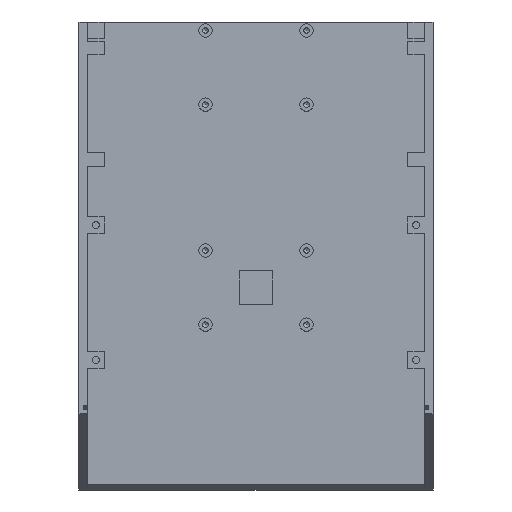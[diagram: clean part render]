
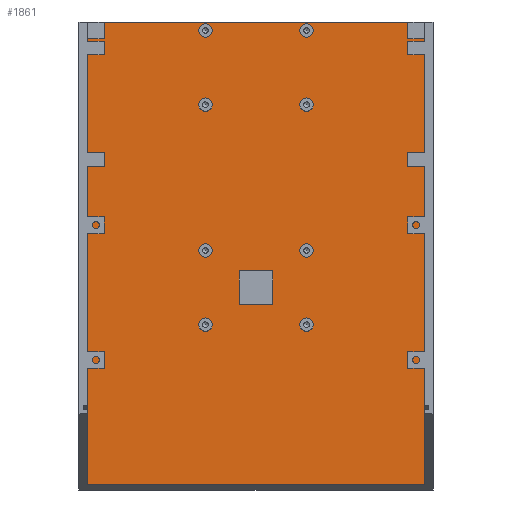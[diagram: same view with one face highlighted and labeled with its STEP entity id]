
A CAD part, top view. The second image highlights one B-rep face of the part: STEP entity #1861.
In plain terms, the highlighted planar face has unit normal (0, 0, 1).
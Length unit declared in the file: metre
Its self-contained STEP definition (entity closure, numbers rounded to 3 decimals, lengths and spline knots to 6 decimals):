
#66=CIRCLE('',#1892,0.004);
#69=CIRCLE('',#1897,0.004);
#72=CIRCLE('',#1902,0.004);
#75=CIRCLE('',#1907,0.004);
#82=CIRCLE('',#1924,0.004);
#85=CIRCLE('',#1929,0.004);
#88=CIRCLE('',#1934,0.004);
#91=CIRCLE('',#1939,0.004);
#502=ORIENTED_EDGE('',*,*,#644,.T.);
#503=ORIENTED_EDGE('',*,*,#642,.T.);
#504=ORIENTED_EDGE('',*,*,#640,.T.);
#505=ORIENTED_EDGE('',*,*,#637,.T.);
#506=ORIENTED_EDGE('',*,*,#628,.T.);
#507=ORIENTED_EDGE('',*,*,#625,.T.);
#508=ORIENTED_EDGE('',*,*,#622,.T.);
#509=ORIENTED_EDGE('',*,*,#619,.T.);
#510=ORIENTED_EDGE('',*,*,#612,.T.);
#511=ORIENTED_EDGE('',*,*,#609,.T.);
#512=ORIENTED_EDGE('',*,*,#606,.T.);
#513=ORIENTED_EDGE('',*,*,#603,.T.);
#514=ORIENTED_EDGE('',*,*,#793,.T.);
#515=ORIENTED_EDGE('',*,*,#770,.F.);
#516=ORIENTED_EDGE('',*,*,#796,.F.);
#517=ORIENTED_EDGE('',*,*,#797,.T.);
#518=ORIENTED_EDGE('',*,*,#798,.T.);
#519=ORIENTED_EDGE('',*,*,#799,.F.);
#520=ORIENTED_EDGE('',*,*,#800,.F.);
#521=ORIENTED_EDGE('',*,*,#591,.T.);
#522=ORIENTED_EDGE('',*,*,#795,.T.);
#523=ORIENTED_EDGE('',*,*,#801,.F.);
#524=ORIENTED_EDGE('',*,*,#802,.T.);
#525=ORIENTED_EDGE('',*,*,#803,.T.);
#591=EDGE_CURVE('',#823,#822,#1001,.T.);
#603=EDGE_CURVE('',#833,#833,#66,.T.);
#606=EDGE_CURVE('',#836,#836,#69,.T.);
#609=EDGE_CURVE('',#839,#839,#72,.T.);
#612=EDGE_CURVE('',#842,#842,#75,.T.);
#619=EDGE_CURVE('',#853,#853,#82,.T.);
#622=EDGE_CURVE('',#856,#856,#85,.T.);
#625=EDGE_CURVE('',#859,#859,#88,.T.);
#628=EDGE_CURVE('',#862,#862,#91,.T.);
#637=EDGE_CURVE('',#875,#876,#1015,.T.);
#640=EDGE_CURVE('',#877,#875,#1018,.T.);
#642=EDGE_CURVE('',#878,#877,#1020,.T.);
#644=EDGE_CURVE('',#876,#878,#1022,.T.);
#770=EDGE_CURVE('',#971,#972,#1130,.T.);
#793=EDGE_CURVE('',#982,#972,#1153,.T.);
#795=EDGE_CURVE('',#822,#983,#1155,.T.);
#796=EDGE_CURVE('',#984,#971,#1156,.T.);
#797=EDGE_CURVE('',#984,#985,#1157,.T.);
#798=EDGE_CURVE('',#985,#986,#1158,.T.);
#799=EDGE_CURVE('',#987,#986,#1159,.T.);
#800=EDGE_CURVE('',#823,#987,#1160,.T.);
#801=EDGE_CURVE('',#988,#983,#1161,.T.);
#802=EDGE_CURVE('',#988,#989,#1162,.T.);
#803=EDGE_CURVE('',#989,#982,#1163,.T.);
#822=VERTEX_POINT('',#2564);
#823=VERTEX_POINT('',#2566);
#833=VERTEX_POINT('',#2591);
#836=VERTEX_POINT('',#2599);
#839=VERTEX_POINT('',#2607);
#842=VERTEX_POINT('',#2615);
#853=VERTEX_POINT('',#2643);
#856=VERTEX_POINT('',#2651);
#859=VERTEX_POINT('',#2659);
#862=VERTEX_POINT('',#2667);
#875=VERTEX_POINT('',#2699);
#876=VERTEX_POINT('',#2700);
#877=VERTEX_POINT('',#2705);
#878=VERTEX_POINT('',#2709);
#971=VERTEX_POINT('',#2982);
#972=VERTEX_POINT('',#2984);
#982=VERTEX_POINT('',#3019);
#983=VERTEX_POINT('',#3023);
#984=VERTEX_POINT('',#3027);
#985=VERTEX_POINT('',#3029);
#986=VERTEX_POINT('',#3031);
#987=VERTEX_POINT('',#3033);
#988=VERTEX_POINT('',#3036);
#989=VERTEX_POINT('',#3038);
#1001=LINE('',#2565,#1181);
#1015=LINE('',#2698,#1195);
#1018=LINE('',#2704,#1198);
#1020=LINE('',#2708,#1200);
#1022=LINE('',#2712,#1202);
#1130=LINE('',#2983,#1310);
#1153=LINE('',#3020,#1333);
#1155=LINE('',#3024,#1335);
#1156=LINE('',#3026,#1336);
#1157=LINE('',#3028,#1337);
#1158=LINE('',#3030,#1338);
#1159=LINE('',#3032,#1339);
#1160=LINE('',#3034,#1340);
#1161=LINE('',#3035,#1341);
#1162=LINE('',#3037,#1342);
#1163=LINE('',#3039,#1343);
#1181=VECTOR('',#2061,1.);
#1195=VECTOR('',#2209,1.);
#1198=VECTOR('',#2214,1.);
#1200=VECTOR('',#2218,1.);
#1202=VECTOR('',#2222,1.);
#1310=VECTOR('',#2470,1.);
#1333=VECTOR('',#2499,1.);
#1335=VECTOR('',#2503,1.);
#1336=VECTOR('',#2506,1.);
#1337=VECTOR('',#2507,1.);
#1338=VECTOR('',#2508,1.);
#1339=VECTOR('',#2509,1.);
#1340=VECTOR('',#2510,1.);
#1341=VECTOR('',#2511,1.);
#1342=VECTOR('',#2512,1.);
#1343=VECTOR('',#2513,1.);
#1500=EDGE_LOOP('',(#502,#503,#504,#505));
#1501=EDGE_LOOP('',(#506));
#1502=EDGE_LOOP('',(#507));
#1503=EDGE_LOOP('',(#508));
#1504=EDGE_LOOP('',(#509));
#1505=EDGE_LOOP('',(#510));
#1506=EDGE_LOOP('',(#511));
#1507=EDGE_LOOP('',(#512));
#1508=EDGE_LOOP('',(#513));
#1509=EDGE_LOOP('',(#514,#515,#516,#517,#518,#519,#520,#521,#522,#523,#524,
#525));
#1676=FACE_BOUND('',#1500,.T.);
#1677=FACE_BOUND('',#1501,.T.);
#1678=FACE_BOUND('',#1502,.T.);
#1679=FACE_BOUND('',#1503,.T.);
#1680=FACE_BOUND('',#1504,.T.);
#1681=FACE_BOUND('',#1505,.T.);
#1682=FACE_BOUND('',#1506,.T.);
#1683=FACE_BOUND('',#1507,.T.);
#1684=FACE_BOUND('',#1508,.T.);
#1685=FACE_BOUND('',#1509,.T.);
#1756=PLANE('',#2031);
#1861=ADVANCED_FACE('',(#1676,#1677,#1678,#1679,#1680,#1681,#1682,#1683,
#1684,#1685),#1756,.T.);
#1892=AXIS2_PLACEMENT_3D('',#2590,#2081,#2082);
#1897=AXIS2_PLACEMENT_3D('',#2598,#2091,#2092);
#1902=AXIS2_PLACEMENT_3D('',#2606,#2101,#2102);
#1907=AXIS2_PLACEMENT_3D('',#2614,#2111,#2112);
#1924=AXIS2_PLACEMENT_3D('',#2642,#2145,#2146);
#1929=AXIS2_PLACEMENT_3D('',#2650,#2155,#2156);
#1934=AXIS2_PLACEMENT_3D('',#2658,#2165,#2166);
#1939=AXIS2_PLACEMENT_3D('',#2666,#2175,#2176);
#2031=AXIS2_PLACEMENT_3D('',#3025,#2504,#2505);
#2061=DIRECTION('',(-1.,0.,0.));
#2081=DIRECTION('',(0.,0.,-1.));
#2082=DIRECTION('',(1.,0.,0.));
#2091=DIRECTION('',(0.,0.,-1.));
#2092=DIRECTION('',(1.,0.,0.));
#2101=DIRECTION('',(0.,0.,-1.));
#2102=DIRECTION('',(1.,0.,0.));
#2111=DIRECTION('',(0.,0.,-1.));
#2112=DIRECTION('',(1.,0.,0.));
#2145=DIRECTION('',(0.,0.,-1.));
#2146=DIRECTION('',(-1.,0.,0.));
#2155=DIRECTION('',(0.,0.,-1.));
#2156=DIRECTION('',(-1.,0.,0.));
#2165=DIRECTION('',(0.,0.,-1.));
#2166=DIRECTION('',(-1.,0.,0.));
#2175=DIRECTION('',(0.,0.,-1.));
#2176=DIRECTION('',(-1.,0.,0.));
#2209=DIRECTION('',(0.,1.,0.));
#2214=DIRECTION('',(-1.,0.,0.));
#2218=DIRECTION('',(0.,-1.,0.));
#2222=DIRECTION('',(1.,0.,0.));
#2470=DIRECTION('',(-1.,0.,0.));
#2499=DIRECTION('',(0.,-1.,0.));
#2503=DIRECTION('',(0.,-1.,0.));
#2504=DIRECTION('',(0.,0.,1.));
#2505=DIRECTION('',(1.,0.,0.));
#2506=DIRECTION('',(0.,-1.,0.));
#2507=DIRECTION('',(1.,0.,0.));
#2508=DIRECTION('',(0.,1.,0.));
#2509=DIRECTION('',(1.,0.,0.));
#2510=DIRECTION('',(0.,-1.,0.));
#2511=DIRECTION('',(1.,0.,0.));
#2512=DIRECTION('',(0.,-1.,0.));
#2513=DIRECTION('',(1.,0.,0.));
#2564=CARTESIAN_POINT('',(0.,0.2275,0.005));
#2565=CARTESIAN_POINT('',(0.2,0.2275,0.005));
#2566=CARTESIAN_POINT('',(0.2,0.2275,0.005));
#2590=CARTESIAN_POINT('',(0.07,0.2225,0.005));
#2591=CARTESIAN_POINT('',(0.074,0.2225,0.005));
#2598=CARTESIAN_POINT('',(0.13,0.2225,0.005));
#2599=CARTESIAN_POINT('',(0.134,0.2225,0.005));
#2606=CARTESIAN_POINT('',(0.07,0.1785,0.005));
#2607=CARTESIAN_POINT('',(0.074,0.1785,0.005));
#2614=CARTESIAN_POINT('',(0.13,0.1785,0.005));
#2615=CARTESIAN_POINT('',(0.134,0.1785,0.005));
#2642=CARTESIAN_POINT('',(0.13,0.092,0.005));
#2643=CARTESIAN_POINT('',(0.126,0.092,0.005));
#2650=CARTESIAN_POINT('',(0.07,0.092,0.005));
#2651=CARTESIAN_POINT('',(0.066,0.092,0.005));
#2658=CARTESIAN_POINT('',(0.13,0.048,0.005));
#2659=CARTESIAN_POINT('',(0.126,0.048,0.005));
#2666=CARTESIAN_POINT('',(0.07,0.048,0.005));
#2667=CARTESIAN_POINT('',(0.066,0.048,0.005));
#2698=CARTESIAN_POINT('',(0.09,0.096875,0.005));
#2699=CARTESIAN_POINT('',(0.09,0.06,0.005));
#2700=CARTESIAN_POINT('',(0.09,0.08,0.005));
#2704=CARTESIAN_POINT('',(0.095,0.06,0.005));
#2705=CARTESIAN_POINT('',(0.11,0.06,0.005));
#2708=CARTESIAN_POINT('',(0.11,0.086875,0.005));
#2709=CARTESIAN_POINT('',(0.11,0.08,0.005));
#2712=CARTESIAN_POINT('',(0.105,0.08,0.005));
#2982=CARTESIAN_POINT('',(0.2,-0.046786,0.005));
#2983=CARTESIAN_POINT('',(0.1025,-0.046786,0.005));
#2984=CARTESIAN_POINT('',(0.,-0.046786,0.005));
#3019=CARTESIAN_POINT('',(0.,-0.044286,0.005));
#3020=CARTESIAN_POINT('',(0.,0.2275,0.005));
#3023=CARTESIAN_POINT('',(0.,-0.041786,0.005));
#3024=CARTESIAN_POINT('',(0.,0.2275,0.005));
#3025=CARTESIAN_POINT('',(0.1,0.11375,0.005));
#3026=CARTESIAN_POINT('',(0.2,0.,0.005));
#3027=CARTESIAN_POINT('',(0.2,-0.044286,0.005));
#3028=CARTESIAN_POINT('',(0.1,-0.044286,0.005));
#3029=CARTESIAN_POINT('',(0.2025,-0.044286,0.005));
#3030=CARTESIAN_POINT('',(0.2025,-0.046786,0.005));
#3031=CARTESIAN_POINT('',(0.2025,-0.041786,0.005));
#3032=CARTESIAN_POINT('',(0.,-0.041786,0.005));
#3033=CARTESIAN_POINT('',(0.2,-0.041786,0.005));
#3034=CARTESIAN_POINT('',(0.2,0.,0.005));
#3035=CARTESIAN_POINT('',(0.,-0.041786,0.005));
#3036=CARTESIAN_POINT('',(-0.0025,-0.041786,0.005));
#3037=CARTESIAN_POINT('',(-0.0025,-0.046786,0.005));
#3038=CARTESIAN_POINT('',(-0.0025,-0.044286,0.005));
#3039=CARTESIAN_POINT('',(0.1,-0.044286,0.005));
